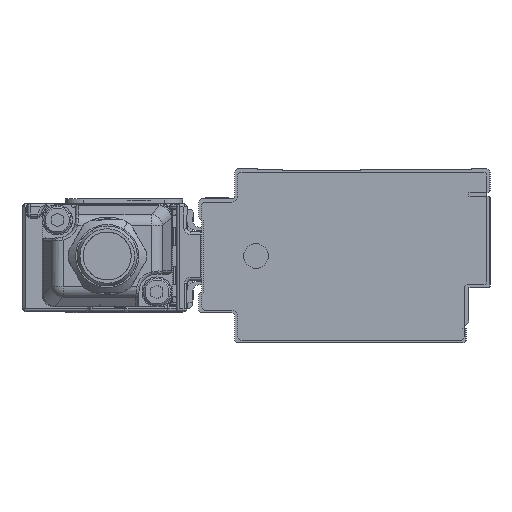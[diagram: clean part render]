
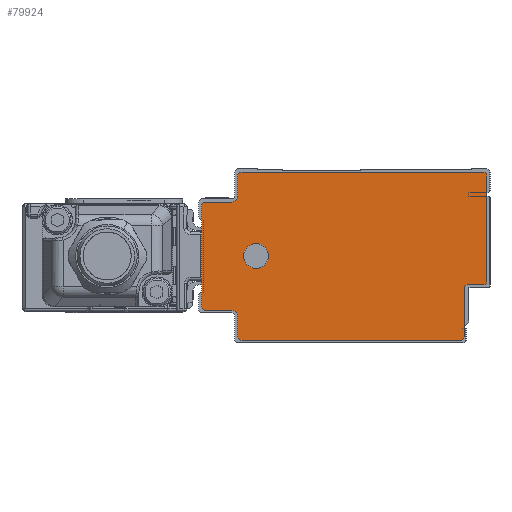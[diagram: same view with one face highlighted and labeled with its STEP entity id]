
A CAD part, left-side view. The second image highlights one B-rep face of the part: STEP entity #79924.
In plain terms, the highlighted planar face has unit normal (-1, 0, 0).
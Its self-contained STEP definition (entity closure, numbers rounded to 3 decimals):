
#78375=AXIS2_PLACEMENT_3D('Circle Axis2P3D',#78373,#78374,$) ;
#78413=AXIS2_PLACEMENT_3D('Circle Axis2P3D',#78411,#78412,$) ;
#78451=AXIS2_PLACEMENT_3D('Circle Axis2P3D',#78449,#78450,$) ;
#78489=AXIS2_PLACEMENT_3D('Circle Axis2P3D',#78487,#78488,$) ;
#79794=AXIS2_PLACEMENT_3D('Circle Axis2P3D',#79792,#79793,$) ;
#79814=AXIS2_PLACEMENT_3D('Plane Axis2P3D',#79811,#79812,#79813) ;
#79818=AXIS2_PLACEMENT_3D('Circle Axis2P3D',#79816,#79817,$) ;
#79832=AXIS2_PLACEMENT_3D('Circle Axis2P3D',#79830,#79831,$) ;
#79846=AXIS2_PLACEMENT_3D('Circle Axis2P3D',#79844,#79845,$) ;
#79860=AXIS2_PLACEMENT_3D('Circle Axis2P3D',#79858,#79859,$) ;
#79874=AXIS2_PLACEMENT_3D('Circle Axis2P3D',#79872,#79873,$) ;
#79908=AXIS2_PLACEMENT_3D('Circle Axis2P3D',#79906,#79907,$) ;
#79917=AXIS2_PLACEMENT_3D('Circle Axis2P3D',#79915,#79916,$) ;
#78331=CARTESIAN_POINT('Line Origine',(-875.5,-3.5,19.1)) ;
#78335=CARTESIAN_POINT('Vertex',(-875.5,-3.5,28.)) ;
#78337=CARTESIAN_POINT('Vertex',(-875.5,-3.5,10.2)) ;
#78373=CARTESIAN_POINT('Axis2P3D Location',(-875.5,-3.,28.)) ;
#78377=CARTESIAN_POINT('Vertex',(-875.5,-3.,28.5)) ;
#78392=CARTESIAN_POINT('Line Origine',(-875.5,17.25,28.5)) ;
#78396=CARTESIAN_POINT('Vertex',(-875.5,37.5,28.5)) ;
#78411=CARTESIAN_POINT('Axis2P3D Location',(-875.5,37.5,28.)) ;
#78415=CARTESIAN_POINT('Vertex',(-875.5,38.,28.)) ;
#78430=CARTESIAN_POINT('Line Origine',(-875.5,38.,26.25)) ;
#78434=CARTESIAN_POINT('Vertex',(-875.5,38.,24.5)) ;
#78449=CARTESIAN_POINT('Axis2P3D Location',(-875.5,39.,24.5)) ;
#78453=CARTESIAN_POINT('Vertex',(-875.5,39.,23.5)) ;
#78468=CARTESIAN_POINT('Line Origine',(-875.5,41.25,23.5)) ;
#78472=CARTESIAN_POINT('Vertex',(-875.5,43.5,23.5)) ;
#78487=CARTESIAN_POINT('Axis2P3D Location',(-875.5,43.5,23.)) ;
#78491=CARTESIAN_POINT('Vertex',(-875.5,44.,23.)) ;
#78506=CARTESIAN_POINT('Line Origine',(-875.5,44.,14.5)) ;
#78510=CARTESIAN_POINT('Vertex',(-875.5,44.,6.)) ;
#79792=CARTESIAN_POINT('Axis2P3D Location',(-875.5,-3.,10.2)) ;
#79796=CARTESIAN_POINT('Vertex',(-875.5,-3.,9.7)) ;
#79811=CARTESIAN_POINT('Axis2P3D Location',(-875.5,0.,0.)) ;
#79816=CARTESIAN_POINT('Axis2P3D Location',(-875.5,43.5,6.)) ;
#79820=CARTESIAN_POINT('Vertex',(-875.5,43.5,5.5)) ;
#79823=CARTESIAN_POINT('Line Origine',(-875.5,41.25,5.5)) ;
#79827=CARTESIAN_POINT('Vertex',(-875.5,39.,5.5)) ;
#79830=CARTESIAN_POINT('Axis2P3D Location',(-875.5,39.,4.5)) ;
#79834=CARTESIAN_POINT('Vertex',(-875.5,38.,4.5)) ;
#79837=CARTESIAN_POINT('Line Origine',(-875.5,38.,2.75)) ;
#79841=CARTESIAN_POINT('Vertex',(-875.5,38.,1.)) ;
#79844=CARTESIAN_POINT('Axis2P3D Location',(-875.5,37.5,1.)) ;
#79848=CARTESIAN_POINT('Vertex',(-875.5,37.5,0.5)) ;
#79851=CARTESIAN_POINT('Line Origine',(-875.5,19.15,0.5)) ;
#79855=CARTESIAN_POINT('Vertex',(-875.5,0.8,0.5)) ;
#79858=CARTESIAN_POINT('Axis2P3D Location',(-875.5,0.8,1.)) ;
#79862=CARTESIAN_POINT('Vertex',(-875.5,0.3,1.)) ;
#79865=CARTESIAN_POINT('Line Origine',(-875.5,0.3,5.1)) ;
#79869=CARTESIAN_POINT('Vertex',(-875.5,0.3,9.2)) ;
#79872=CARTESIAN_POINT('Axis2P3D Location',(-875.5,-0.2,9.2)) ;
#79876=CARTESIAN_POINT('Vertex',(-875.5,-0.2,9.7)) ;
#79879=CARTESIAN_POINT('Line Origine',(-875.5,-1.6,9.7)) ;
#79906=CARTESIAN_POINT('Axis2P3D Location',(-875.5,35.,14.5)) ;
#79910=CARTESIAN_POINT('Vertex',(-875.5,33.186,13.509)) ;
#79912=CARTESIAN_POINT('Vertex',(-875.5,36.814,15.491)) ;
#79915=CARTESIAN_POINT('Axis2P3D Location',(-875.5,35.,14.5)) ;
#78332=DIRECTION('Vector Direction',(0.,0.,-1.)) ;
#78374=DIRECTION('Axis2P3D Direction',(1.,0.,0.)) ;
#78393=DIRECTION('Vector Direction',(0.,1.,0.)) ;
#78412=DIRECTION('Axis2P3D Direction',(1.,0.,0.)) ;
#78431=DIRECTION('Vector Direction',(0.,0.,1.)) ;
#78450=DIRECTION('Axis2P3D Direction',(1.,0.,0.)) ;
#78469=DIRECTION('Vector Direction',(0.,1.,0.)) ;
#78488=DIRECTION('Axis2P3D Direction',(1.,0.,0.)) ;
#78507=DIRECTION('Vector Direction',(0.,0.,1.)) ;
#79793=DIRECTION('Axis2P3D Direction',(1.,0.,0.)) ;
#79812=DIRECTION('Axis2P3D Direction',(1.,0.,0.)) ;
#79813=DIRECTION('Axis2P3D XDirection',(0.,1.,0.)) ;
#79817=DIRECTION('Axis2P3D Direction',(1.,0.,0.)) ;
#79824=DIRECTION('Vector Direction',(0.,-1.,0.)) ;
#79831=DIRECTION('Axis2P3D Direction',(1.,0.,0.)) ;
#79838=DIRECTION('Vector Direction',(0.,0.,1.)) ;
#79845=DIRECTION('Axis2P3D Direction',(1.,0.,0.)) ;
#79852=DIRECTION('Vector Direction',(0.,-1.,0.)) ;
#79859=DIRECTION('Axis2P3D Direction',(1.,0.,0.)) ;
#79866=DIRECTION('Vector Direction',(0.,0.,-1.)) ;
#79873=DIRECTION('Axis2P3D Direction',(1.,0.,0.)) ;
#79880=DIRECTION('Vector Direction',(0.,1.,0.)) ;
#79907=DIRECTION('Axis2P3D Direction',(1.,0.,0.)) ;
#79916=DIRECTION('Axis2P3D Direction',(1.,0.,0.)) ;
#78333=VECTOR('Line Direction',#78332,1.) ;
#78394=VECTOR('Line Direction',#78393,1.) ;
#78432=VECTOR('Line Direction',#78431,1.) ;
#78470=VECTOR('Line Direction',#78469,1.) ;
#78508=VECTOR('Line Direction',#78507,1.) ;
#79825=VECTOR('Line Direction',#79824,1.) ;
#79839=VECTOR('Line Direction',#79838,1.) ;
#79853=VECTOR('Line Direction',#79852,1.) ;
#79867=VECTOR('Line Direction',#79866,1.) ;
#79881=VECTOR('Line Direction',#79880,1.) ;
#79885=ORIENTED_EDGE('',*,*,#78398,.F.) ;
#79886=ORIENTED_EDGE('',*,*,#78417,.F.) ;
#79887=ORIENTED_EDGE('',*,*,#78436,.F.) ;
#79888=ORIENTED_EDGE('',*,*,#78455,.F.) ;
#79889=ORIENTED_EDGE('',*,*,#78474,.F.) ;
#79890=ORIENTED_EDGE('',*,*,#78493,.F.) ;
#79891=ORIENTED_EDGE('',*,*,#78512,.F.) ;
#79892=ORIENTED_EDGE('',*,*,#79822,.F.) ;
#79893=ORIENTED_EDGE('',*,*,#79829,.F.) ;
#79894=ORIENTED_EDGE('',*,*,#79836,.F.) ;
#79895=ORIENTED_EDGE('',*,*,#79843,.F.) ;
#79896=ORIENTED_EDGE('',*,*,#79850,.F.) ;
#79897=ORIENTED_EDGE('',*,*,#79857,.F.) ;
#79898=ORIENTED_EDGE('',*,*,#79864,.F.) ;
#79899=ORIENTED_EDGE('',*,*,#79871,.F.) ;
#79900=ORIENTED_EDGE('',*,*,#79878,.F.) ;
#79901=ORIENTED_EDGE('',*,*,#79883,.F.) ;
#79902=ORIENTED_EDGE('',*,*,#79798,.F.) ;
#79903=ORIENTED_EDGE('',*,*,#78339,.F.) ;
#79904=ORIENTED_EDGE('',*,*,#78379,.F.) ;
#79921=ORIENTED_EDGE('',*,*,#79914,.T.) ;
#79922=ORIENTED_EDGE('',*,*,#79919,.T.) ;
#79923=FACE_BOUND('',#79920,.T.) ;
#79924=ADVANCED_FACE('\X2\FF8EFF9EFF83FF9EFF68FF70\X0\.2',(#79905,#79923),#79815,.F.) ;
#78376=CIRCLE('generated circle',#78375,0.5) ;
#78414=CIRCLE('generated circle',#78413,0.5) ;
#78452=CIRCLE('generated circle',#78451,1.) ;
#78490=CIRCLE('generated circle',#78489,0.5) ;
#79795=CIRCLE('generated circle',#79794,0.5) ;
#79819=CIRCLE('generated circle',#79818,0.5) ;
#79833=CIRCLE('generated circle',#79832,1.) ;
#79847=CIRCLE('generated circle',#79846,0.5) ;
#79861=CIRCLE('generated circle',#79860,0.5) ;
#79875=CIRCLE('generated circle',#79874,0.5) ;
#79909=CIRCLE('generated circle',#79908,2.067) ;
#79918=CIRCLE('generated circle',#79917,2.067) ;
#78339=EDGE_CURVE('',#78336,#78338,#78334,.T.) ;
#78379=EDGE_CURVE('',#78378,#78336,#78376,.T.) ;
#78398=EDGE_CURVE('',#78397,#78378,#78395,.F.) ;
#78417=EDGE_CURVE('',#78416,#78397,#78414,.T.) ;
#78436=EDGE_CURVE('',#78435,#78416,#78433,.T.) ;
#78455=EDGE_CURVE('',#78454,#78435,#78452,.F.) ;
#78474=EDGE_CURVE('',#78473,#78454,#78471,.F.) ;
#78493=EDGE_CURVE('',#78492,#78473,#78490,.T.) ;
#78512=EDGE_CURVE('',#78511,#78492,#78509,.T.) ;
#79798=EDGE_CURVE('',#78338,#79797,#79795,.T.) ;
#79822=EDGE_CURVE('',#79821,#78511,#79819,.T.) ;
#79829=EDGE_CURVE('',#79828,#79821,#79826,.F.) ;
#79836=EDGE_CURVE('',#79835,#79828,#79833,.F.) ;
#79843=EDGE_CURVE('',#79842,#79835,#79840,.T.) ;
#79850=EDGE_CURVE('',#79849,#79842,#79847,.T.) ;
#79857=EDGE_CURVE('',#79856,#79849,#79854,.F.) ;
#79864=EDGE_CURVE('',#79863,#79856,#79861,.T.) ;
#79871=EDGE_CURVE('',#79870,#79863,#79868,.T.) ;
#79878=EDGE_CURVE('',#79877,#79870,#79875,.F.) ;
#79883=EDGE_CURVE('',#79797,#79877,#79882,.T.) ;
#79914=EDGE_CURVE('',#79911,#79913,#79909,.T.) ;
#79919=EDGE_CURVE('',#79913,#79911,#79918,.T.) ;
#79884=EDGE_LOOP('',(#79885,#79886,#79887,#79888,#79889,#79890,#79891,#79892,#79893,#79894,#79895,#79896,#79897,#79898,#79899,#79900,#79901,#79902,#79903,#79904)) ;
#79920=EDGE_LOOP('',(#79921,#79922)) ;
#79905=FACE_OUTER_BOUND('',#79884,.T.) ;
#78334=LINE('Line',#78331,#78333) ;
#78395=LINE('Line',#78392,#78394) ;
#78433=LINE('Line',#78430,#78432) ;
#78471=LINE('Line',#78468,#78470) ;
#78509=LINE('Line',#78506,#78508) ;
#79826=LINE('Line',#79823,#79825) ;
#79840=LINE('Line',#79837,#79839) ;
#79854=LINE('Line',#79851,#79853) ;
#79868=LINE('Line',#79865,#79867) ;
#79882=LINE('Line',#79879,#79881) ;
#79815=PLANE('Plane',#79814) ;
#78336=VERTEX_POINT('',#78335) ;
#78338=VERTEX_POINT('',#78337) ;
#78378=VERTEX_POINT('',#78377) ;
#78397=VERTEX_POINT('',#78396) ;
#78416=VERTEX_POINT('',#78415) ;
#78435=VERTEX_POINT('',#78434) ;
#78454=VERTEX_POINT('',#78453) ;
#78473=VERTEX_POINT('',#78472) ;
#78492=VERTEX_POINT('',#78491) ;
#78511=VERTEX_POINT('',#78510) ;
#79797=VERTEX_POINT('',#79796) ;
#79821=VERTEX_POINT('',#79820) ;
#79828=VERTEX_POINT('',#79827) ;
#79835=VERTEX_POINT('',#79834) ;
#79842=VERTEX_POINT('',#79841) ;
#79849=VERTEX_POINT('',#79848) ;
#79856=VERTEX_POINT('',#79855) ;
#79863=VERTEX_POINT('',#79862) ;
#79870=VERTEX_POINT('',#79869) ;
#79877=VERTEX_POINT('',#79876) ;
#79911=VERTEX_POINT('',#79910) ;
#79913=VERTEX_POINT('',#79912) ;
